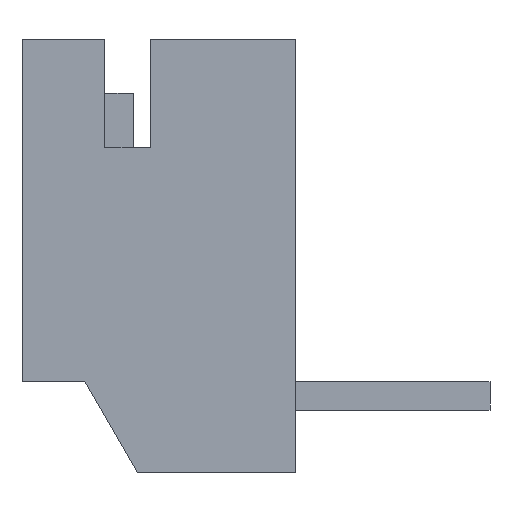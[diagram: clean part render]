
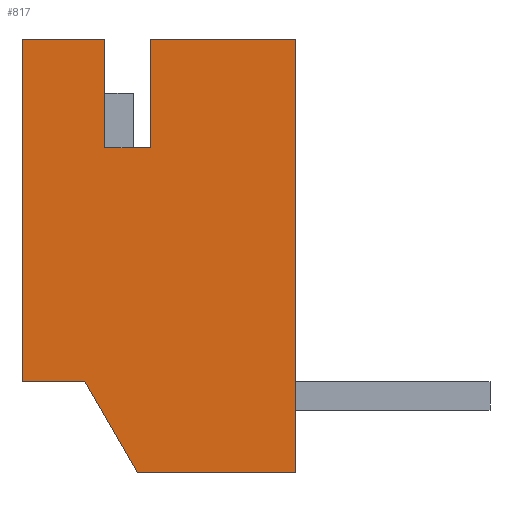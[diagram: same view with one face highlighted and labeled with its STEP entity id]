
A CAD part, left-side view. The second image highlights one B-rep face of the part: STEP entity #817.
In plain terms, the highlighted planar face has unit normal (-1, 0, 0).
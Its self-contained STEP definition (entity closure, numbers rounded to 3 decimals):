
#5 = DIRECTION ( 'NONE',  ( 0., 0., -1. ) ) ;
#6 = VECTOR ( 'NONE', #5, 1000. ) ;
#7 = CARTESIAN_POINT ( 'NONE',  ( -20.7, -3.45, 10.15 ) ) ;
#8 = LINE ( 'NONE', #7, #6 ) ;
#41 = CARTESIAN_POINT ( 'NONE',  ( -20.7, -6., 6.35 ) ) ;
#522 = VERTEX_POINT ( 'NONE', #2119 ) ;
#524 = EDGE_CURVE ( 'NONE', #1157, #522, #2250, .T. ) ;
#710 = EDGE_CURVE ( 'NONE', #716, #711, #2575, .T. ) ;
#711 = VERTEX_POINT ( 'NONE', #2571 ) ;
#712 = ORIENTED_EDGE ( 'NONE', *, *, #1071, .T. ) ;
#716 = VERTEX_POINT ( 'NONE', #2566 ) ;
#718 = EDGE_CURVE ( 'NONE', #1323, #716, #2565, .T. ) ;
#740 = ORIENTED_EDGE ( 'NONE', *, *, #827, .T. ) ;
#741 = ORIENTED_EDGE ( 'NONE', *, *, #1225, .T. ) ;
#742 = ORIENTED_EDGE ( 'NONE', *, *, #1285, .T. ) ;
#743 = ORIENTED_EDGE ( 'NONE', *, *, #1322, .T. ) ;
#744 = ORIENTED_EDGE ( 'NONE', *, *, #718, .T. ) ;
#745 = ORIENTED_EDGE ( 'NONE', *, *, #710, .T. ) ;
#817 = ADVANCED_FACE ( 'NONE', ( #2647 ), #2793, .T. ) ;
#818 = EDGE_LOOP ( 'NONE', ( #819, #740, #741, #742, #743, #744, #745, #712, #994, #1066 ) ) ;
#819 = ORIENTED_EDGE ( 'NONE', *, *, #524, .T. ) ;
#827 = EDGE_CURVE ( 'NONE', #522, #1301, #2778, .T. ) ;
#994 = ORIENTED_EDGE ( 'NONE', *, *, #1140, .T. ) ;
#1066 = ORIENTED_EDGE ( 'NONE', *, *, #1271, .T. ) ;
#1071 = EDGE_CURVE ( 'NONE', #711, #1141, #3061, .T. ) ;
#1138 = VERTEX_POINT ( 'NONE', #3400 ) ;
#1140 = EDGE_CURVE ( 'NONE', #1141, #1138, #3399, .T. ) ;
#1141 = VERTEX_POINT ( 'NONE', #3395 ) ;
#1157 = VERTEX_POINT ( 'NONE', #41 ) ;
#1225 = EDGE_CURVE ( 'NONE', #1301, #1302, #8, .T. ) ;
#1271 = EDGE_CURVE ( 'NONE', #1138, #1157, #3675, .T. ) ;
#1285 = EDGE_CURVE ( 'NONE', #1302, #1321, #3487, .T. ) ;
#1301 = VERTEX_POINT ( 'NONE', #3460 ) ;
#1302 = VERTEX_POINT ( 'NONE', #3459 ) ;
#1321 = VERTEX_POINT ( 'NONE', #3493 ) ;
#1322 = EDGE_CURVE ( 'NONE', #1321, #1323, #3492, .T. ) ;
#1323 = VERTEX_POINT ( 'NONE', #3488 ) ;
#2119 = CARTESIAN_POINT ( 'NONE',  ( -20.7, -6., 13.95 ) ) ;
#2247 = DIRECTION ( 'NONE',  ( 0., 0., 1. ) ) ;
#2248 = VECTOR ( 'NONE', #2247, 1000. ) ;
#2249 = CARTESIAN_POINT ( 'NONE',  ( -20.7, -6., 10.15 ) ) ;
#2250 = LINE ( 'NONE', #2249, #2248 ) ;
#2562 = DIRECTION ( 'NONE',  ( 0., 1., 0. ) ) ;
#2563 = VECTOR ( 'NONE', #2562, 1000. ) ;
#2564 = CARTESIAN_POINT ( 'NONE',  ( -20.7, -3.6, 13.95 ) ) ;
#2565 = LINE ( 'NONE', #2564, #2563 ) ;
#2566 = CARTESIAN_POINT ( 'NONE',  ( -20.7, -1.2, 13.95 ) ) ;
#2571 = CARTESIAN_POINT ( 'NONE',  ( -20.7, -1.2, 7.95 ) ) ;
#2572 = DIRECTION ( 'NONE',  ( 0., 0., -1. ) ) ;
#2573 = VECTOR ( 'NONE', #2572, 1000. ) ;
#2574 = CARTESIAN_POINT ( 'NONE',  ( -20.7, -1.2, 10.95 ) ) ;
#2575 = LINE ( 'NONE', #2574, #2573 ) ;
#2647 = FACE_OUTER_BOUND ( 'NONE', #818, .T. ) ;
#2775 = DIRECTION ( 'NONE',  ( 0., 1., 0. ) ) ;
#2776 = VECTOR ( 'NONE', #2775, 1000. ) ;
#2777 = CARTESIAN_POINT ( 'NONE',  ( -20.7, -3.6, 13.95 ) ) ;
#2778 = LINE ( 'NONE', #2777, #2776 ) ;
#2789 = DIRECTION ( 'NONE',  ( 0., -1., 0. ) ) ;
#2790 = DIRECTION ( 'NONE',  ( -1., 0., 0. ) ) ;
#2791 = CARTESIAN_POINT ( 'NONE',  ( -20.7, -1.2, 6.35 ) ) ;
#2792 = AXIS2_PLACEMENT_3D ( 'NONE', #2791, #2790, #2789 ) ;
#2793 = PLANE ( 'NONE',  #2792 ) ;
#3058 = DIRECTION ( 'NONE',  ( 0., -1., 0. ) ) ;
#3059 = VECTOR ( 'NONE', #3058, 1000. ) ;
#3060 = CARTESIAN_POINT ( 'NONE',  ( -20.7, -3.6, 7.95 ) ) ;
#3061 = LINE ( 'NONE', #3060, #3059 ) ;
#3395 = CARTESIAN_POINT ( 'NONE',  ( -20.7, -2.3, 7.95 ) ) ;
#3396 = DIRECTION ( 'NONE',  ( 0., -0.5, -0.866 ) ) ;
#3397 = VECTOR ( 'NONE', #3396, 1000. ) ;
#3398 = CARTESIAN_POINT ( 'NONE',  ( -20.7, -2.3, 7.95 ) ) ;
#3399 = LINE ( 'NONE', #3398, #3397 ) ;
#3400 = CARTESIAN_POINT ( 'NONE',  ( -20.7, -3.224, 6.35 ) ) ;
#3459 = CARTESIAN_POINT ( 'NONE',  ( -20.7, -3.45, 12.05 ) ) ;
#3460 = CARTESIAN_POINT ( 'NONE',  ( -20.7, -3.45, 13.95 ) ) ;
#3484 = DIRECTION ( 'NONE',  ( 0., 1., 0. ) ) ;
#3485 = VECTOR ( 'NONE', #3484, 1000. ) ;
#3486 = CARTESIAN_POINT ( 'NONE',  ( -20.7, -3.6, 12.05 ) ) ;
#3487 = LINE ( 'NONE', #3486, #3485 ) ;
#3488 = CARTESIAN_POINT ( 'NONE',  ( -20.7, -2.65, 13.95 ) ) ;
#3489 = DIRECTION ( 'NONE',  ( 0., 0., 1. ) ) ;
#3490 = VECTOR ( 'NONE', #3489, 1000. ) ;
#3491 = CARTESIAN_POINT ( 'NONE',  ( -20.7, -2.65, 10.15 ) ) ;
#3492 = LINE ( 'NONE', #3491, #3490 ) ;
#3493 = CARTESIAN_POINT ( 'NONE',  ( -20.7, -2.65, 12.05 ) ) ;
#3672 = DIRECTION ( 'NONE',  ( 0., -1., 0. ) ) ;
#3673 = VECTOR ( 'NONE', #3672, 1000. ) ;
#3674 = CARTESIAN_POINT ( 'NONE',  ( -20.7, -3.6, 6.35 ) ) ;
#3675 = LINE ( 'NONE', #3674, #3673 ) ;
